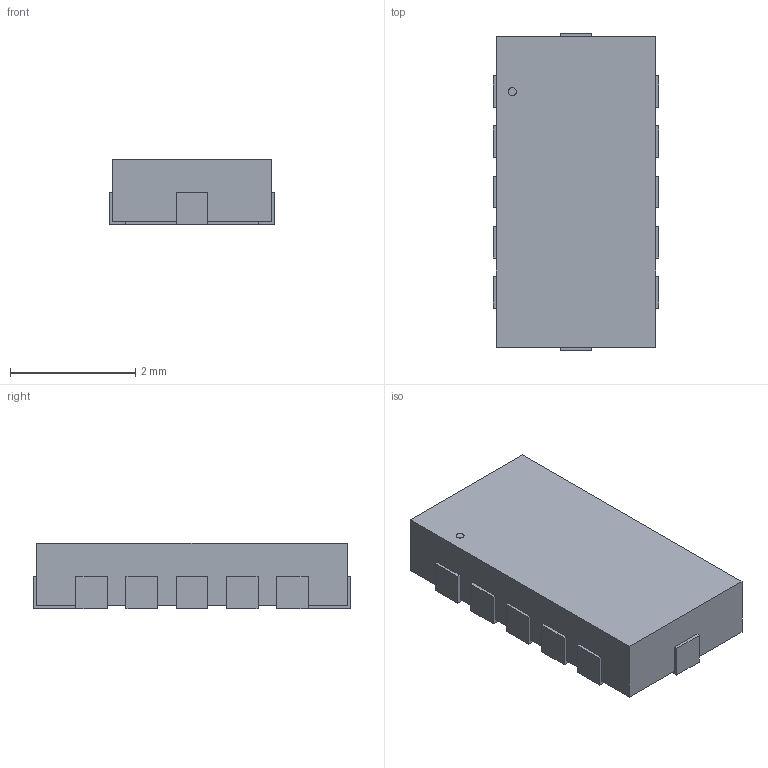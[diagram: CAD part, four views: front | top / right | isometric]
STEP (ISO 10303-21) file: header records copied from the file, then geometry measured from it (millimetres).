
FILE_DESCRIPTION(('STEP AP214'),'1');
FILE_NAME('LGA12_STM','2020-07-18T02:21:10',(''),(''),'','','');
FILE_SCHEMA(('AUTOMOTIVE_DESIGN'));
Length unit declared in the file: millimetre
Products named in the file (1): product
Bounding box: 2.64 x 5.05 x 1.04 mm (x, y, z)
Volume: 13.3 mm3; surface area: 76.1 mm2
Topology: 14 solids, 14 shells, 105 faces, 231 edges, 154 vertices
Faces by surface type: plane 104, cylinder 1
Full cylindrical faces by diameter (mm): 0.127 x1
Entity records: 2728 total; most frequent: ORIENTED_EDGE 460, DIRECTION 446, CARTESIAN_POINT 263, EDGE_CURVE 230, LINE 228, VECTOR 228, VERTEX_POINT 154, AXIS2_PLACEMENT_3D 109
